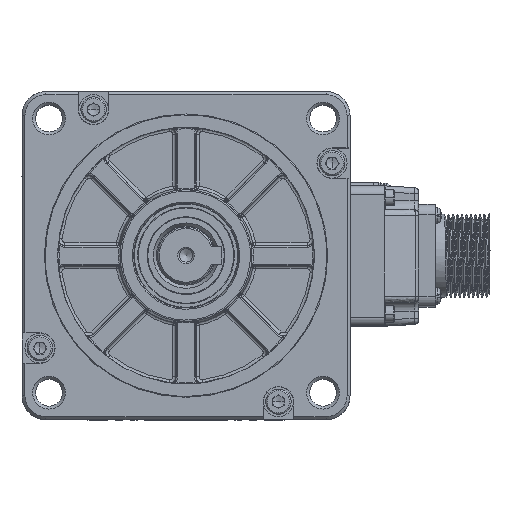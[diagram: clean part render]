
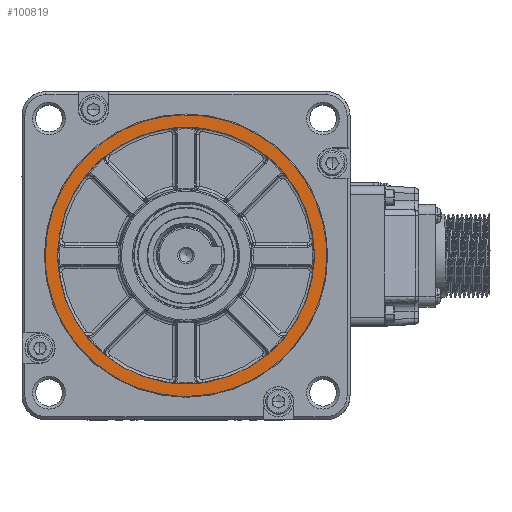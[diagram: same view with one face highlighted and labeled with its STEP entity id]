
A CAD part, top view. The second image highlights one B-rep face of the part: STEP entity #100819.
In plain terms, the highlighted planar face has unit normal (0, 0, 1).
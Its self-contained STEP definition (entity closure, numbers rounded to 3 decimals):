
#100523=CARTESIAN_POINT('',(-65.384,-21.39,116.));
#100524=VERTEX_POINT('',#100523);
#100534=CARTESIAN_POINT('',(-65.384,-21.39,116.));
#100535=CARTESIAN_POINT('',(-65.384,25.81,116.));
#100536=CARTESIAN_POINT('',(-18.184,25.81,116.));
#100537=CARTESIAN_POINT('',(29.016,25.81,116.));
#100538=CARTESIAN_POINT('',(29.016,-21.39,116.));
#100539=CARTESIAN_POINT('',(29.016,-26.039,116.));
#100540=CARTESIAN_POINT('',(28.109,-30.599,116.));
#100541=CARTESIAN_POINT('',(27.202,-35.158,116.));
#100542=CARTESIAN_POINT('',(25.423,-39.453,116.));
#100543=CARTESIAN_POINT('',(23.644,-43.748,116.));
#100544=CARTESIAN_POINT('',(21.061,-47.613,116.));
#100545=CARTESIAN_POINT('',(18.479,-51.479,116.));
#100546=CARTESIAN_POINT('',(15.191,-54.766,116.));
#100547=CARTESIAN_POINT('',(11.904,-58.053,116.));
#100548=CARTESIAN_POINT('',(8.039,-60.636,116.));
#100549=CARTESIAN_POINT('',(4.174,-63.218,116.));
#100550=CARTESIAN_POINT('',(-0.121,-64.997,116.));
#100551=CARTESIAN_POINT('',(-4.416,-66.776,116.));
#100552=CARTESIAN_POINT('',(-8.976,-67.683,116.));
#100553=CARTESIAN_POINT('',(-13.535,-68.59,116.));
#100554=CARTESIAN_POINT('',(-18.184,-68.59,116.));
#100555=CARTESIAN_POINT('',(-22.833,-68.59,116.));
#100556=CARTESIAN_POINT('',(-27.392,-67.683,116.));
#100557=CARTESIAN_POINT('',(-31.952,-66.776,116.));
#100558=CARTESIAN_POINT('',(-36.247,-64.997,116.));
#100559=CARTESIAN_POINT('',(-40.542,-63.218,116.));
#100560=CARTESIAN_POINT('',(-44.407,-60.636,116.));
#100561=CARTESIAN_POINT('',(-48.272,-58.053,116.));
#100562=CARTESIAN_POINT('',(-51.559,-54.766,116.));
#100563=CARTESIAN_POINT('',(-54.847,-51.479,116.));
#100564=CARTESIAN_POINT('',(-57.429,-47.613,116.));
#100565=CARTESIAN_POINT('',(-60.012,-43.748,116.));
#100566=CARTESIAN_POINT('',(-61.791,-39.453,116.));
#100567=CARTESIAN_POINT('',(-63.57,-35.158,116.));
#100568=CARTESIAN_POINT('',(-64.477,-30.599,116.));
#100569=CARTESIAN_POINT('',(-65.384,-26.039,116.));
#100570=CARTESIAN_POINT('',(-65.384,-21.39,116.));
#100571=(BOUNDED_CURVE()B_SPLINE_CURVE(2,(#100534,#100535,#100536,#100537,#100538,#100539,#100540,#100541,#100542,#100543,#100544,#100545,#100546,#100547,#100548,#100549,#100550,#100551,#100552,#100553,#100554,#100555,#100556,#100557,#100558,#100559,#100560,#100561,#100562,#100563,#100564,#100565,#100566,#100567,#100568,#100569,#100570),.UNSPECIFIED.,.T.,.U.)B_SPLINE_CURVE_WITH_KNOTS((3,2,2,2,2,2,2,2,2,2,2,2,2,2,2,2,2,2,3),(0.,0.5,1.,1.07,1.139,1.209,1.279,1.348,1.418,1.488,1.557,1.627,1.696,1.766,1.836,1.905,1.975,2.045,2.114),.UNSPECIFIED.)CURVE()GEOMETRIC_REPRESENTATION_ITEM()RATIONAL_B_SPLINE_CURVE((1.,0.707,1.,0.707,1.,1.,1.,1.,1.,1.,1.,1.,1.,1.,1.,1.,1.,1.,1.,1.,1.,1.,1.,1.,1.,1.,1.,1.,1.,1.,1.,1.,1.,1.,1.,1.,1.))REPRESENTATION_ITEM(''));
#100572=EDGE_CURVE('',#100524,#100524,#100571,.T.);
#100762=CARTESIAN_POINT('',(-18.184,-21.39,116.));
#100763=DIRECTION('',(1.,0.,0.));
#100764=DIRECTION('',(0.,0.,1.));
#100765=AXIS2_PLACEMENT_3D('',#100762,#100764,#100763);
#100766=PLANE('',#100765);
#100767=ORIENTED_EDGE('',*,*,#100572,.F.);
#100768=EDGE_LOOP('',(#100767));
#100769=FACE_OUTER_BOUND('',#100768,.T.);
#100770=CARTESIAN_POINT('',(-61.184,-21.39,116.));
#100771=VERTEX_POINT('',#100770);
#100772=CARTESIAN_POINT('',(24.816,-21.39,116.));
#100773=VERTEX_POINT('',#100772);
#100774=CARTESIAN_POINT('',(-61.184,-21.39,116.));
#100775=CARTESIAN_POINT('',(-61.184,-17.155,116.));
#100776=CARTESIAN_POINT('',(-60.358,-13.001,116.));
#100777=CARTESIAN_POINT('',(-59.532,-8.848,116.));
#100778=CARTESIAN_POINT('',(-57.911,-4.935,116.));
#100779=CARTESIAN_POINT('',(-56.29,-1.022,116.));
#100780=CARTESIAN_POINT('',(-53.937,2.499,116.));
#100781=CARTESIAN_POINT('',(-51.584,6.021,116.));
#100782=CARTESIAN_POINT('',(-48.59,9.015,116.));
#100783=CARTESIAN_POINT('',(-45.595,12.01,116.));
#100784=CARTESIAN_POINT('',(-42.074,14.363,116.));
#100785=CARTESIAN_POINT('',(-38.552,16.716,116.));
#100786=CARTESIAN_POINT('',(-34.639,18.336,116.));
#100787=CARTESIAN_POINT('',(-30.727,19.957,116.));
#100788=CARTESIAN_POINT('',(-26.573,20.783,116.));
#100789=CARTESIAN_POINT('',(-22.419,21.61,116.));
#100790=CARTESIAN_POINT('',(-18.184,21.61,116.));
#100791=CARTESIAN_POINT('',(-13.949,21.61,116.));
#100792=CARTESIAN_POINT('',(-9.795,20.783,116.));
#100793=CARTESIAN_POINT('',(-5.641,19.957,116.));
#100794=CARTESIAN_POINT('',(-1.729,18.336,116.));
#100795=CARTESIAN_POINT('',(2.184,16.716,116.));
#100796=CARTESIAN_POINT('',(5.705,14.363,116.));
#100797=CARTESIAN_POINT('',(9.227,12.01,116.));
#100798=CARTESIAN_POINT('',(12.222,9.015,116.));
#100799=CARTESIAN_POINT('',(15.216,6.021,116.));
#100800=CARTESIAN_POINT('',(17.569,2.499,116.));
#100801=CARTESIAN_POINT('',(19.922,-1.022,116.));
#100802=CARTESIAN_POINT('',(21.543,-4.935,116.));
#100803=CARTESIAN_POINT('',(23.163,-8.848,116.));
#100804=CARTESIAN_POINT('',(23.99,-13.001,116.));
#100805=CARTESIAN_POINT('',(24.816,-17.155,116.));
#100806=CARTESIAN_POINT('',(24.816,-21.39,116.));
#100807=B_SPLINE_CURVE_WITH_KNOTS('',2,(#100774,#100775,#100776,#100777,#100778,#100779,#100780,#100781,#100782,#100783,#100784,#100785,#100786,#100787,#100788,#100789,#100790,#100791,#100792,#100793,#100794,#100795,#100796,#100797,#100798,#100799,#100800,#100801,#100802,#100803,#100804,#100805,#100806),.UNSPECIFIED.,.F.,.U.,(3,2,2,2,2,2,2,2,2,2,2,2,2,2,2,2,3),(0.5,0.531,0.563,0.594,0.625,0.656,0.688,0.719,0.75,0.781,0.813,0.844,0.875,0.906,0.938,0.969,1.),.UNSPECIFIED.);
#100808=EDGE_CURVE('',#100771,#100773,#100807,.T.);
#100809=ORIENTED_EDGE('',*,*,#100808,.T.);
#100810=CARTESIAN_POINT('',(-18.184,-21.39,116.));
#100811=DIRECTION('',(1.,0.,0.));
#100812=DIRECTION('',(0.,0.,-1.));
#100813=AXIS2_PLACEMENT_3D('',#100810,#100812,#100811);
#100814=CIRCLE('',#100813,43.);
#100815=EDGE_CURVE('',#100773,#100771,#100814,.T.);
#100816=ORIENTED_EDGE('',*,*,#100815,.T.);
#100817=EDGE_LOOP('',(#100809,#100816));
#100818=FACE_BOUND('',#100817,.T.);
#100819=ADVANCED_FACE('',(#100769,#100818),#100766,.T.);
